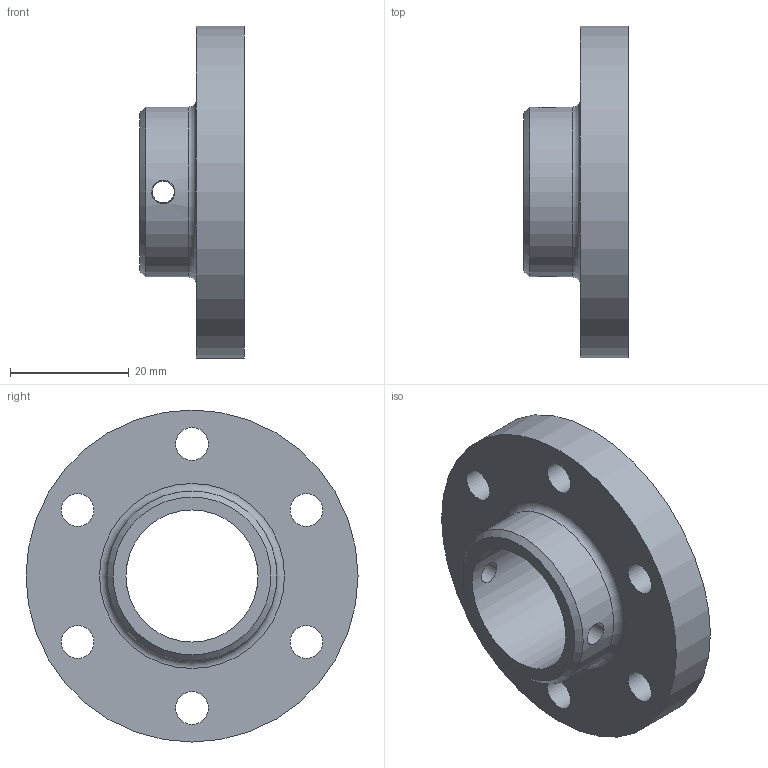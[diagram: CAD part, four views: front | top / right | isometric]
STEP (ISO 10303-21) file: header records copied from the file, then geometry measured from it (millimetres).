
FILE_DESCRIPTION(/* description */ ('STEP AP203'),/* implementation_level */ '2;1');
FILE_NAME(/* name */ 'CL7-022.stp',/* time_stamp */ '2025-04-01T17:15:39-04:00',/* author */ ('slick'),/* organization */ (''),/* preprocessor_version */ 'ST-DEVELOPER v19.2',/* originating_system */ 'Autodesk Inventor 2023',/* authorisation */ '');
FILE_SCHEMA (('AUTOMOTIVE_DESIGN { 1 0 10303 214 3 1 1 }'));
Length unit declared in the file: inch
Products named in the file (1): CL7-022
Bounding box: 17.62 x 55.88 x 55.88 mm (x, y, z)
Volume: 17902 mm3; surface area: 8120.4 mm2
Topology: 1 solids, 1 shells, 16 faces, 44 edges, 30 vertices
Faces by surface type: cylinder 11, plane 3, cone 1, torus 1
Full cylindrical faces by diameter (mm): 3.683 x1, 3.962 x1, 5.5 x6, 22.225 x1, 28.59 x1, 55.88 x1
Entity records: 726 total; most frequent: CARTESIAN_POINT 228, DIRECTION 91, ORIENTED_EDGE 88, EDGE_CURVE 44, AXIS2_PLACEMENT_3D 39, EDGE_LOOP 34, VERTEX_POINT 30, CIRCLE 22
